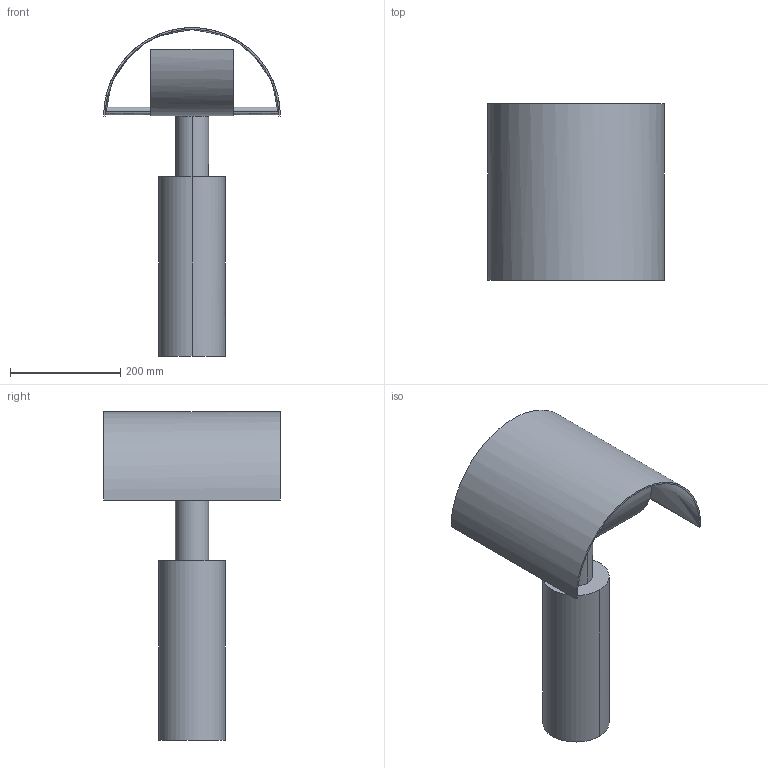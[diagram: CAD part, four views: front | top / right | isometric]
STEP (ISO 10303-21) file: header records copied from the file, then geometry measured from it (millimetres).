
FILE_DESCRIPTION(/* description */ (''),/* implementation_level */ '2;1');
FILE_NAME(/* name */ 'Shogun_Tavolo_3D',/* time_stamp */ '2011-11-15T17:41:48+01:00',/* author */ (''),/* organization */ (''),/* preprocessor_version */ 'ST-DEVELOPER v10',/* originating_system */ '',/* authorisation */ '');
FILE_SCHEMA (('CONFIG_CONTROL_DESIGN'));
Length unit declared in the file: millimetre
Products named in the file (1): 1
Bounding box: 320 x 320 x 594.82 mm (x, y, z)
Volume: 4740595 mm3; surface area: 621125.6 mm2
Topology: 3 solids, 3 shells, 26 faces, 63 edges, 40 vertices
Faces by surface type: bspline 15, plane 11
Entity records: 1004 total; most frequent: CARTESIAN_POINT 551, ORIENTED_EDGE 118, EDGE_CURVE 59, VERTEX_POINT 40, EDGE_LOOP 29, ADVANCED_FACE 26, FACE_OUTER_BOUND 26, B_SPLINE_CURVE_WITH_KNOTS 23
